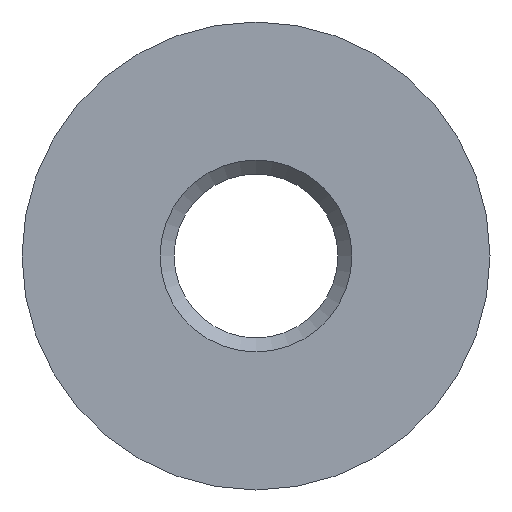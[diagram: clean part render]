
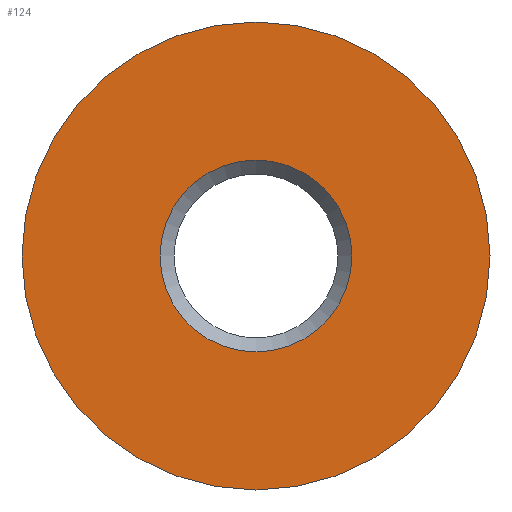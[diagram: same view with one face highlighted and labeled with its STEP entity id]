
A CAD part, left-side view. The second image highlights one B-rep face of the part: STEP entity #124.
In plain terms, the highlighted planar face has unit normal (-1, 0, 0).
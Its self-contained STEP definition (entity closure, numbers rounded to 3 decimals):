
#16=FACE_BOUND('',#38,.T.);
#19=PLANE('',#162);
#28=FACE_OUTER_BOUND('',#37,.T.);
#37=EDGE_LOOP('',(#106));
#38=EDGE_LOOP('',(#107));
#59=CIRCLE('',#161,2.05);
#60=CIRCLE('',#163,5.);
#69=VERTEX_POINT('',#231);
#70=VERTEX_POINT('',#235);
#82=EDGE_CURVE('',#69,#69,#59,.T.);
#83=EDGE_CURVE('',#70,#70,#60,.T.);
#106=ORIENTED_EDGE('',*,*,#83,.T.);
#107=ORIENTED_EDGE('',*,*,#82,.F.);
#124=ADVANCED_FACE('',(#28,#16),#19,.T.);
#161=AXIS2_PLACEMENT_3D('',#233,#194,#195);
#162=AXIS2_PLACEMENT_3D('',#234,#196,#197);
#163=AXIS2_PLACEMENT_3D('',#236,#198,#199);
#194=DIRECTION('center_axis',(-1.,0.,0.));
#195=DIRECTION('ref_axis',(0.,-1.,0.));
#196=DIRECTION('center_axis',(-1.,0.,0.));
#197=DIRECTION('ref_axis',(0.,0.,1.));
#198=DIRECTION('center_axis',(-1.,0.,0.));
#199=DIRECTION('ref_axis',(0.,0.,1.));
#231=CARTESIAN_POINT('',(-2.5,2.05,0.));
#233=CARTESIAN_POINT('Origin',(-2.5,0.,0.));
#234=CARTESIAN_POINT('Origin',(-2.5,1.75,0.));
#235=CARTESIAN_POINT('',(-2.5,-5.,0.));
#236=CARTESIAN_POINT('Origin',(-2.5,0.,0.));
